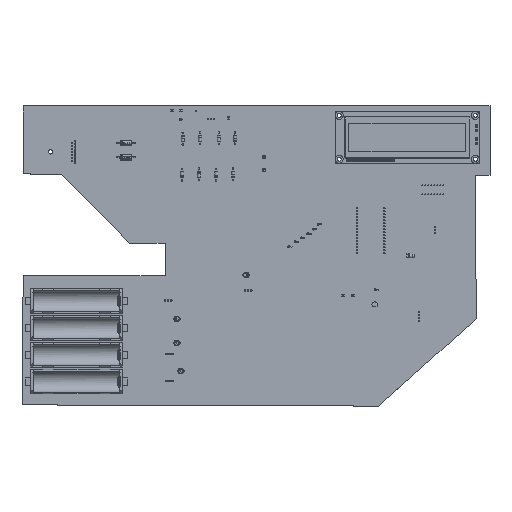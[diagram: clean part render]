
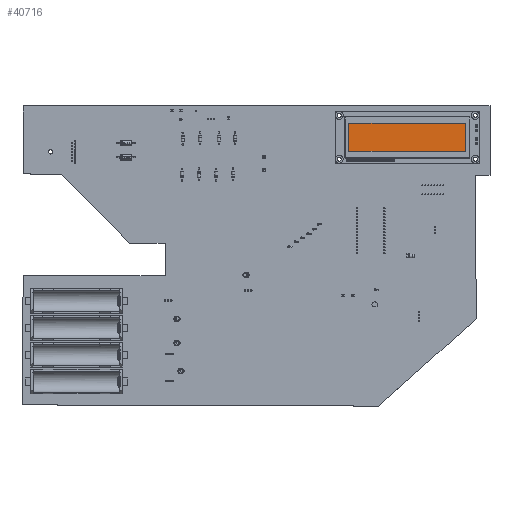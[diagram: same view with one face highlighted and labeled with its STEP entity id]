
A CAD part, top view. The second image highlights one B-rep face of the part: STEP entity #40716.
In plain terms, the highlighted planar face has unit normal (0, 0, 1).
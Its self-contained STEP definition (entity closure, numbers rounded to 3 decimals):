
#39611 = PLANE('',#39612);
#39612 = AXIS2_PLACEMENT_3D('',#39613,#39614,#39615);
#39613 = CARTESIAN_POINT('',(-69.9,-37.1,15.2));
#39614 = DIRECTION('',(0.,0.,1.));
#39615 = DIRECTION('',(1.,0.,-0.));
#40208 = EDGE_CURVE('',#40209,#40211,#40213,.T.);
#40209 = VERTEX_POINT('',#40210);
#40210 = CARTESIAN_POINT('',(-66.5,-30.5,15.2));
#40211 = VERTEX_POINT('',#40212);
#40212 = CARTESIAN_POINT('',(-65.5,-31.5,15.2));
#40213 = SURFACE_CURVE('',#40214,(#40219,#40226),.PCURVE_S1.);
#40214 = CIRCLE('',#40215,1.);
#40215 = AXIS2_PLACEMENT_3D('',#40216,#40217,#40218);
#40216 = CARTESIAN_POINT('',(-65.5,-30.5,15.2));
#40217 = DIRECTION('',(-0.,0.,1.));
#40218 = DIRECTION('',(0.,-1.,0.));
#40219 = PCURVE('',#39611,#40220);
#40220 = DEFINITIONAL_REPRESENTATION('',(#40221),#40225);
#40221 = CIRCLE('',#40222,1.);
#40222 = AXIS2_PLACEMENT_2D('',#40223,#40224);
#40223 = CARTESIAN_POINT('',(4.4,6.6));
#40224 = DIRECTION('',(0.,-1.));
#40225 = ( GEOMETRIC_REPRESENTATION_CONTEXT(2) 
PARAMETRIC_REPRESENTATION_CONTEXT() REPRESENTATION_CONTEXT('2D SPACE',''
  ) );
#40226 = PCURVE('',#40227,#40232);
#40227 = PLANE('',#40228);
#40228 = AXIS2_PLACEMENT_3D('',#40229,#40230,#40231);
#40229 = CARTESIAN_POINT('',(-66.5,-31.5,15.2));
#40230 = DIRECTION('',(0.,0.,1.));
#40231 = DIRECTION('',(1.,0.,-0.));
#40232 = DEFINITIONAL_REPRESENTATION('',(#40233),#40237);
#40233 = CIRCLE('',#40234,1.);
#40234 = AXIS2_PLACEMENT_2D('',#40235,#40236);
#40235 = CARTESIAN_POINT('',(1.,1.));
#40236 = DIRECTION('',(0.,-1.));
#40237 = ( GEOMETRIC_REPRESENTATION_CONTEXT(2) 
PARAMETRIC_REPRESENTATION_CONTEXT() REPRESENTATION_CONTEXT('2D SPACE',''
  ) );
#40239 = EDGE_CURVE('',#40209,#40240,#40242,.T.);
#40240 = VERTEX_POINT('',#40241);
#40241 = CARTESIAN_POINT('',(-66.5,-8.5,15.2));
#40242 = SURFACE_CURVE('',#40243,(#40247,#40254),.PCURVE_S1.);
#40243 = LINE('',#40244,#40245);
#40244 = CARTESIAN_POINT('',(-66.5,-31.5,15.2));
#40245 = VECTOR('',#40246,1.);
#40246 = DIRECTION('',(0.,1.,0.));
#40247 = PCURVE('',#39611,#40248);
#40248 = DEFINITIONAL_REPRESENTATION('',(#40249),#40253);
#40249 = LINE('',#40250,#40251);
#40250 = CARTESIAN_POINT('',(3.4,5.6));
#40251 = VECTOR('',#40252,1.);
#40252 = DIRECTION('',(0.,1.));
#40253 = ( GEOMETRIC_REPRESENTATION_CONTEXT(2) 
PARAMETRIC_REPRESENTATION_CONTEXT() REPRESENTATION_CONTEXT('2D SPACE',''
  ) );
#40254 = PCURVE('',#40227,#40255);
#40255 = DEFINITIONAL_REPRESENTATION('',(#40256),#40260);
#40256 = LINE('',#40257,#40258);
#40257 = CARTESIAN_POINT('',(0.,0.));
#40258 = VECTOR('',#40259,1.);
#40259 = DIRECTION('',(0.,1.));
#40260 = ( GEOMETRIC_REPRESENTATION_CONTEXT(2) 
PARAMETRIC_REPRESENTATION_CONTEXT() REPRESENTATION_CONTEXT('2D SPACE',''
  ) );
#40262 = EDGE_CURVE('',#40240,#40263,#40265,.T.);
#40263 = VERTEX_POINT('',#40264);
#40264 = CARTESIAN_POINT('',(-65.5,-7.5,15.2));
#40265 = SURFACE_CURVE('',#40266,(#40271,#40282),.PCURVE_S1.);
#40266 = CIRCLE('',#40267,1.);
#40267 = AXIS2_PLACEMENT_3D('',#40268,#40269,#40270);
#40268 = CARTESIAN_POINT('',(-65.5,-8.5,15.2));
#40269 = DIRECTION('',(-0.,-0.,-1.));
#40270 = DIRECTION('',(0.,-1.,0.));
#40271 = PCURVE('',#39611,#40272);
#40272 = DEFINITIONAL_REPRESENTATION('',(#40273),#40281);
#40273 = ( BOUNDED_CURVE() B_SPLINE_CURVE(2,(#40274,#40275,#40276,#40277
    ,#40278,#40279,#40280),.UNSPECIFIED.,.T.,.F.) 
B_SPLINE_CURVE_WITH_KNOTS((1,2,2,2,2,1),(-2.094,0.,
    2.094,4.189,6.283,8.378),
.UNSPECIFIED.) CURVE() GEOMETRIC_REPRESENTATION_ITEM() 
RATIONAL_B_SPLINE_CURVE((1.,0.5,1.,0.5,1.,0.5,1.)) REPRESENTATION_ITEM(
  '') );
#40274 = CARTESIAN_POINT('',(4.4,27.6));
#40275 = CARTESIAN_POINT('',(2.668,27.6));
#40276 = CARTESIAN_POINT('',(3.534,29.1));
#40277 = CARTESIAN_POINT('',(4.4,30.6));
#40278 = CARTESIAN_POINT('',(5.266,29.1));
#40279 = CARTESIAN_POINT('',(6.132,27.6));
#40280 = CARTESIAN_POINT('',(4.4,27.6));
#40281 = ( GEOMETRIC_REPRESENTATION_CONTEXT(2) 
PARAMETRIC_REPRESENTATION_CONTEXT() REPRESENTATION_CONTEXT('2D SPACE',''
  ) );
#40282 = PCURVE('',#40227,#40283);
#40283 = DEFINITIONAL_REPRESENTATION('',(#40284),#40292);
#40284 = ( BOUNDED_CURVE() B_SPLINE_CURVE(2,(#40285,#40286,#40287,#40288
    ,#40289,#40290,#40291),.UNSPECIFIED.,.T.,.F.) 
B_SPLINE_CURVE_WITH_KNOTS((1,2,2,2,2,1),(-2.094,0.,
    2.094,4.189,6.283,8.378),
.UNSPECIFIED.) CURVE() GEOMETRIC_REPRESENTATION_ITEM() 
RATIONAL_B_SPLINE_CURVE((1.,0.5,1.,0.5,1.,0.5,1.)) REPRESENTATION_ITEM(
  '') );
#40285 = CARTESIAN_POINT('',(1.,22.));
#40286 = CARTESIAN_POINT('',(-0.732,22.));
#40287 = CARTESIAN_POINT('',(0.134,23.5));
#40288 = CARTESIAN_POINT('',(1.,25.));
#40289 = CARTESIAN_POINT('',(1.866,23.5));
#40290 = CARTESIAN_POINT('',(2.732,22.));
#40291 = CARTESIAN_POINT('',(1.,22.));
#40292 = ( GEOMETRIC_REPRESENTATION_CONTEXT(2) 
PARAMETRIC_REPRESENTATION_CONTEXT() REPRESENTATION_CONTEXT('2D SPACE',''
  ) );
#40294 = EDGE_CURVE('',#40263,#40295,#40297,.T.);
#40295 = VERTEX_POINT('',#40296);
#40296 = CARTESIAN_POINT('',(31.5,-7.5,15.2));
#40297 = SURFACE_CURVE('',#40298,(#40302,#40309),.PCURVE_S1.);
#40298 = LINE('',#40299,#40300);
#40299 = CARTESIAN_POINT('',(-66.5,-7.5,15.2));
#40300 = VECTOR('',#40301,1.);
#40301 = DIRECTION('',(1.,0.,0.));
#40302 = PCURVE('',#39611,#40303);
#40303 = DEFINITIONAL_REPRESENTATION('',(#40304),#40308);
#40304 = LINE('',#40305,#40306);
#40305 = CARTESIAN_POINT('',(3.4,29.6));
#40306 = VECTOR('',#40307,1.);
#40307 = DIRECTION('',(1.,0.));
#40308 = ( GEOMETRIC_REPRESENTATION_CONTEXT(2) 
PARAMETRIC_REPRESENTATION_CONTEXT() REPRESENTATION_CONTEXT('2D SPACE',''
  ) );
#40309 = PCURVE('',#40227,#40310);
#40310 = DEFINITIONAL_REPRESENTATION('',(#40311),#40315);
#40311 = LINE('',#40312,#40313);
#40312 = CARTESIAN_POINT('',(0.,24.));
#40313 = VECTOR('',#40314,1.);
#40314 = DIRECTION('',(1.,0.));
#40315 = ( GEOMETRIC_REPRESENTATION_CONTEXT(2) 
PARAMETRIC_REPRESENTATION_CONTEXT() REPRESENTATION_CONTEXT('2D SPACE',''
  ) );
#40317 = EDGE_CURVE('',#40318,#40295,#40320,.T.);
#40318 = VERTEX_POINT('',#40319);
#40319 = CARTESIAN_POINT('',(32.5,-8.5,15.2));
#40320 = SURFACE_CURVE('',#40321,(#40326,#40333),.PCURVE_S1.);
#40321 = CIRCLE('',#40322,1.);
#40322 = AXIS2_PLACEMENT_3D('',#40323,#40324,#40325);
#40323 = CARTESIAN_POINT('',(31.5,-8.5,15.2));
#40324 = DIRECTION('',(-0.,0.,1.));
#40325 = DIRECTION('',(0.,-1.,0.));
#40326 = PCURVE('',#39611,#40327);
#40327 = DEFINITIONAL_REPRESENTATION('',(#40328),#40332);
#40328 = CIRCLE('',#40329,1.);
#40329 = AXIS2_PLACEMENT_2D('',#40330,#40331);
#40330 = CARTESIAN_POINT('',(101.4,28.6));
#40331 = DIRECTION('',(0.,-1.));
#40332 = ( GEOMETRIC_REPRESENTATION_CONTEXT(2) 
PARAMETRIC_REPRESENTATION_CONTEXT() REPRESENTATION_CONTEXT('2D SPACE',''
  ) );
#40333 = PCURVE('',#40227,#40334);
#40334 = DEFINITIONAL_REPRESENTATION('',(#40335),#40339);
#40335 = CIRCLE('',#40336,1.);
#40336 = AXIS2_PLACEMENT_2D('',#40337,#40338);
#40337 = CARTESIAN_POINT('',(98.,23.));
#40338 = DIRECTION('',(0.,-1.));
#40339 = ( GEOMETRIC_REPRESENTATION_CONTEXT(2) 
PARAMETRIC_REPRESENTATION_CONTEXT() REPRESENTATION_CONTEXT('2D SPACE',''
  ) );
#40341 = EDGE_CURVE('',#40342,#40318,#40344,.T.);
#40342 = VERTEX_POINT('',#40343);
#40343 = CARTESIAN_POINT('',(32.5,-30.5,15.2));
#40344 = SURFACE_CURVE('',#40345,(#40349,#40356),.PCURVE_S1.);
#40345 = LINE('',#40346,#40347);
#40346 = CARTESIAN_POINT('',(32.5,-31.5,15.2));
#40347 = VECTOR('',#40348,1.);
#40348 = DIRECTION('',(0.,1.,0.));
#40349 = PCURVE('',#39611,#40350);
#40350 = DEFINITIONAL_REPRESENTATION('',(#40351),#40355);
#40351 = LINE('',#40352,#40353);
#40352 = CARTESIAN_POINT('',(102.4,5.6));
#40353 = VECTOR('',#40354,1.);
#40354 = DIRECTION('',(0.,1.));
#40355 = ( GEOMETRIC_REPRESENTATION_CONTEXT(2) 
PARAMETRIC_REPRESENTATION_CONTEXT() REPRESENTATION_CONTEXT('2D SPACE',''
  ) );
#40356 = PCURVE('',#40227,#40357);
#40357 = DEFINITIONAL_REPRESENTATION('',(#40358),#40362);
#40358 = LINE('',#40359,#40360);
#40359 = CARTESIAN_POINT('',(99.,0.));
#40360 = VECTOR('',#40361,1.);
#40361 = DIRECTION('',(0.,1.));
#40362 = ( GEOMETRIC_REPRESENTATION_CONTEXT(2) 
PARAMETRIC_REPRESENTATION_CONTEXT() REPRESENTATION_CONTEXT('2D SPACE',''
  ) );
#40364 = EDGE_CURVE('',#40365,#40342,#40367,.T.);
#40365 = VERTEX_POINT('',#40366);
#40366 = CARTESIAN_POINT('',(31.5,-31.5,15.2));
#40367 = SURFACE_CURVE('',#40368,(#40373,#40380),.PCURVE_S1.);
#40368 = CIRCLE('',#40369,1.);
#40369 = AXIS2_PLACEMENT_3D('',#40370,#40371,#40372);
#40370 = CARTESIAN_POINT('',(31.5,-30.5,15.2));
#40371 = DIRECTION('',(-0.,0.,1.));
#40372 = DIRECTION('',(0.,-1.,0.));
#40373 = PCURVE('',#39611,#40374);
#40374 = DEFINITIONAL_REPRESENTATION('',(#40375),#40379);
#40375 = CIRCLE('',#40376,1.);
#40376 = AXIS2_PLACEMENT_2D('',#40377,#40378);
#40377 = CARTESIAN_POINT('',(101.4,6.6));
#40378 = DIRECTION('',(0.,-1.));
#40379 = ( GEOMETRIC_REPRESENTATION_CONTEXT(2) 
PARAMETRIC_REPRESENTATION_CONTEXT() REPRESENTATION_CONTEXT('2D SPACE',''
  ) );
#40380 = PCURVE('',#40227,#40381);
#40381 = DEFINITIONAL_REPRESENTATION('',(#40382),#40386);
#40382 = CIRCLE('',#40383,1.);
#40383 = AXIS2_PLACEMENT_2D('',#40384,#40385);
#40384 = CARTESIAN_POINT('',(98.,1.));
#40385 = DIRECTION('',(0.,-1.));
#40386 = ( GEOMETRIC_REPRESENTATION_CONTEXT(2) 
PARAMETRIC_REPRESENTATION_CONTEXT() REPRESENTATION_CONTEXT('2D SPACE',''
  ) );
#40388 = EDGE_CURVE('',#40211,#40365,#40389,.T.);
#40389 = SURFACE_CURVE('',#40390,(#40394,#40401),.PCURVE_S1.);
#40390 = LINE('',#40391,#40392);
#40391 = CARTESIAN_POINT('',(-66.5,-31.5,15.2));
#40392 = VECTOR('',#40393,1.);
#40393 = DIRECTION('',(1.,0.,0.));
#40394 = PCURVE('',#39611,#40395);
#40395 = DEFINITIONAL_REPRESENTATION('',(#40396),#40400);
#40396 = LINE('',#40397,#40398);
#40397 = CARTESIAN_POINT('',(3.4,5.6));
#40398 = VECTOR('',#40399,1.);
#40399 = DIRECTION('',(1.,0.));
#40400 = ( GEOMETRIC_REPRESENTATION_CONTEXT(2) 
PARAMETRIC_REPRESENTATION_CONTEXT() REPRESENTATION_CONTEXT('2D SPACE',''
  ) );
#40401 = PCURVE('',#40227,#40402);
#40402 = DEFINITIONAL_REPRESENTATION('',(#40403),#40407);
#40403 = LINE('',#40404,#40405);
#40404 = CARTESIAN_POINT('',(0.,0.));
#40405 = VECTOR('',#40406,1.);
#40406 = DIRECTION('',(1.,0.));
#40407 = ( GEOMETRIC_REPRESENTATION_CONTEXT(2) 
PARAMETRIC_REPRESENTATION_CONTEXT() REPRESENTATION_CONTEXT('2D SPACE',''
  ) );
#40716 = ADVANCED_FACE('',(#40717),#40227,.T.);
#40717 = FACE_BOUND('',#40718,.T.);
#40718 = EDGE_LOOP('',(#40719,#40720,#40721,#40722,#40723,#40724,#40725,
    #40726));
#40719 = ORIENTED_EDGE('',*,*,#40341,.T.);
#40720 = ORIENTED_EDGE('',*,*,#40317,.T.);
#40721 = ORIENTED_EDGE('',*,*,#40294,.F.);
#40722 = ORIENTED_EDGE('',*,*,#40262,.F.);
#40723 = ORIENTED_EDGE('',*,*,#40239,.F.);
#40724 = ORIENTED_EDGE('',*,*,#40208,.T.);
#40725 = ORIENTED_EDGE('',*,*,#40388,.T.);
#40726 = ORIENTED_EDGE('',*,*,#40364,.T.);
